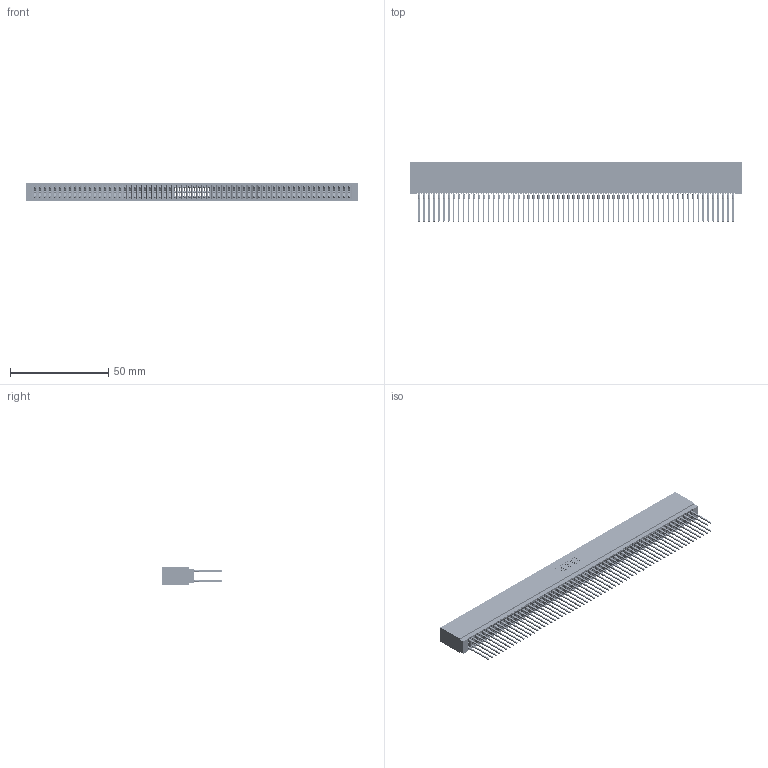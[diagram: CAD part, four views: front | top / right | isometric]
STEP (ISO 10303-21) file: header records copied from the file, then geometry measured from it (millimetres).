
FILE_DESCRIPTION (( 'STEP AP203' ), '1' );
FILE_NAME ('745-128-545-201.STEP', '2026-02-27T02:21:56', ( '' ), ( '' ), 'SwSTEP 2.0', 'SolidWorks 2023', '' );
FILE_SCHEMA (( 'CONFIG_CONTROL_DESIGN' ));
Length unit declared in the file: millimetre
Products named in the file (3): 745-292-001_545; 745-128-545-201; 745 Part_Insulator Option - 01
Assembly tree (129 placements, depth 2):
  745-128-545-201
    745 Part_Insulator Option - 01
    745-292-001_545  x128
Bounding box: 169.16 x 30.62 x 8.89 mm (x, y, z)
Volume: 15551.7 mm3; surface area: 34075.7 mm2
Topology: 129 solids, 129 shells, 11551 faces, 31042 edges, 19500 vertices
Faces by surface type: plane 5943, bspline 2560, cylinder 2280, torus 768
Entity records: 104742 total; most frequent: CARTESIAN_POINT 18663, ORIENTED_EDGE 18142, DIRECTION 15829, EDGE_CURVE 9071, LINE 8505, VECTOR 8505, VERTEX_POINT 5784, AXIS2_PLACEMENT_3D 3662
